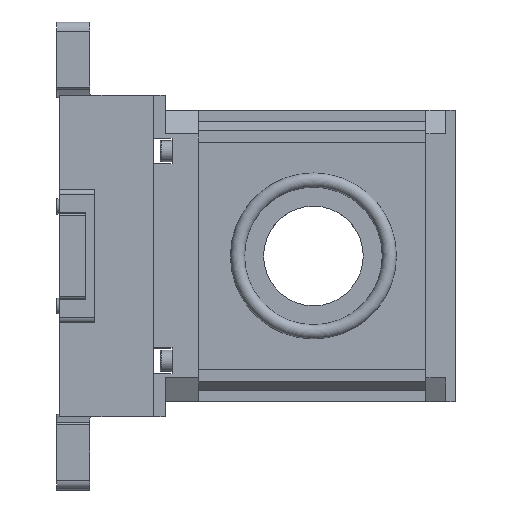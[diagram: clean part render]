
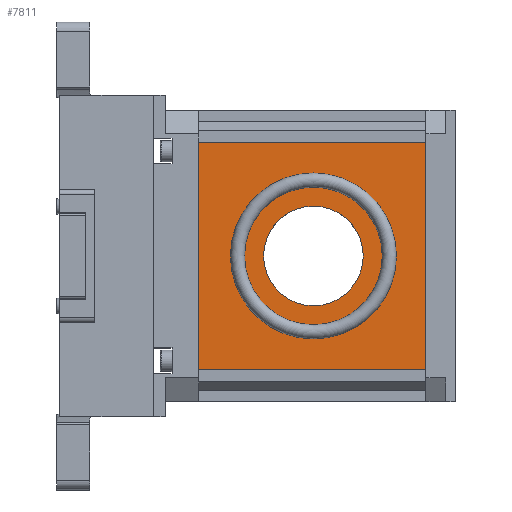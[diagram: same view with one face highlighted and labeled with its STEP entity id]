
A CAD part, top view. The second image highlights one B-rep face of the part: STEP entity #7811.
In plain terms, the highlighted planar face has unit normal (0, 0, 1).
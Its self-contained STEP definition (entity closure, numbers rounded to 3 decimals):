
#273=CIRCLE('',#8306,2.4);
#274=CIRCLE('',#8309,10.5);
#275=CIRCLE('',#8310,0.5);
#276=CIRCLE('',#8311,0.5);
#277=CIRCLE('',#8312,2.4);
#278=CIRCLE('',#8313,1.);
#279=CIRCLE('',#8314,0.5);
#280=CIRCLE('',#8315,0.5);
#281=CIRCLE('',#8316,1.);
#1238=ORIENTED_EDGE('',*,*,#2989,.T.);
#1239=ORIENTED_EDGE('',*,*,#2789,.T.);
#1240=ORIENTED_EDGE('',*,*,#2959,.F.);
#1241=ORIENTED_EDGE('',*,*,#2986,.F.);
#1242=ORIENTED_EDGE('',*,*,#2990,.T.);
#1243=ORIENTED_EDGE('',*,*,#2991,.T.);
#1244=ORIENTED_EDGE('',*,*,#2992,.T.);
#1245=ORIENTED_EDGE('',*,*,#2993,.T.);
#1246=ORIENTED_EDGE('',*,*,#2994,.T.);
#1247=ORIENTED_EDGE('',*,*,#2995,.F.);
#1248=ORIENTED_EDGE('',*,*,#2961,.T.);
#1249=ORIENTED_EDGE('',*,*,#2785,.T.);
#1250=ORIENTED_EDGE('',*,*,#2988,.T.);
#1251=ORIENTED_EDGE('',*,*,#2812,.F.);
#1252=ORIENTED_EDGE('',*,*,#2865,.T.);
#1253=ORIENTED_EDGE('',*,*,#2996,.F.);
#1254=ORIENTED_EDGE('',*,*,#2997,.T.);
#1255=ORIENTED_EDGE('',*,*,#2998,.T.);
#1256=ORIENTED_EDGE('',*,*,#2999,.T.);
#1257=ORIENTED_EDGE('',*,*,#3000,.T.);
#1258=ORIENTED_EDGE('',*,*,#3001,.T.);
#1259=ORIENTED_EDGE('',*,*,#3002,.F.);
#1260=ORIENTED_EDGE('',*,*,#2840,.T.);
#1261=ORIENTED_EDGE('',*,*,#2818,.F.);
#1262=ORIENTED_EDGE('',*,*,#3003,.T.);
#2785=EDGE_CURVE('',#3794,#3793,#4511,.T.);
#2789=EDGE_CURVE('',#3798,#3797,#4515,.T.);
#2812=EDGE_CURVE('',#3819,#3816,#4538,.T.);
#2818=EDGE_CURVE('',#3822,#3824,#4544,.T.);
#2840=EDGE_CURVE('',#3836,#3824,#4565,.T.);
#2865=EDGE_CURVE('',#3819,#3851,#4589,.T.);
#2959=EDGE_CURVE('',#3912,#3797,#4668,.T.);
#2961=EDGE_CURVE('',#3913,#3794,#4670,.T.);
#2986=EDGE_CURVE('',#3922,#3912,#273,.T.);
#2988=EDGE_CURVE('',#3793,#3816,#4689,.T.);
#2989=EDGE_CURVE('',#3923,#3923,#274,.T.);
#2990=EDGE_CURVE('',#3922,#3924,#4690,.T.);
#2991=EDGE_CURVE('',#3924,#3925,#275,.T.);
#2992=EDGE_CURVE('',#3925,#3926,#4691,.T.);
#2993=EDGE_CURVE('',#3926,#3927,#276,.T.);
#2994=EDGE_CURVE('',#3927,#3928,#4692,.T.);
#2995=EDGE_CURVE('',#3913,#3928,#277,.T.);
#2996=EDGE_CURVE('',#3929,#3851,#278,.T.);
#2997=EDGE_CURVE('',#3929,#3930,#4693,.T.);
#2998=EDGE_CURVE('',#3930,#3931,#279,.T.);
#2999=EDGE_CURVE('',#3931,#3932,#4694,.T.);
#3000=EDGE_CURVE('',#3932,#3933,#280,.T.);
#3001=EDGE_CURVE('',#3933,#3934,#4695,.T.);
#3002=EDGE_CURVE('',#3836,#3934,#281,.T.);
#3003=EDGE_CURVE('',#3822,#3798,#4696,.T.);
#3793=VERTEX_POINT('',#11416);
#3794=VERTEX_POINT('',#11418);
#3797=VERTEX_POINT('',#11424);
#3798=VERTEX_POINT('',#11426);
#3816=VERTEX_POINT('',#11463);
#3819=VERTEX_POINT('',#11470);
#3822=VERTEX_POINT('',#11481);
#3824=VERTEX_POINT('',#11484);
#3836=VERTEX_POINT('',#11521);
#3851=VERTEX_POINT('',#11567);
#3912=VERTEX_POINT('',#11753);
#3913=VERTEX_POINT('',#11758);
#3922=VERTEX_POINT('',#11824);
#3923=VERTEX_POINT('',#11831);
#3924=VERTEX_POINT('',#11833);
#3925=VERTEX_POINT('',#11835);
#3926=VERTEX_POINT('',#11837);
#3927=VERTEX_POINT('',#11839);
#3928=VERTEX_POINT('',#11841);
#3929=VERTEX_POINT('',#11844);
#3930=VERTEX_POINT('',#11846);
#3931=VERTEX_POINT('',#11848);
#3932=VERTEX_POINT('',#11850);
#3933=VERTEX_POINT('',#11852);
#3934=VERTEX_POINT('',#11854);
#4511=LINE('',#11417,#5273);
#4515=LINE('',#11425,#5277);
#4538=LINE('',#11471,#5300);
#4544=LINE('',#11483,#5306);
#4565=LINE('',#11520,#5327);
#4589=LINE('',#11566,#5351);
#4668=LINE('',#11754,#5430);
#4670=LINE('',#11757,#5432);
#4689=LINE('',#11828,#5451);
#4690=LINE('',#11832,#5452);
#4691=LINE('',#11836,#5453);
#4692=LINE('',#11840,#5454);
#4693=LINE('',#11845,#5455);
#4694=LINE('',#11849,#5456);
#4695=LINE('',#11853,#5457);
#4696=LINE('',#11856,#5458);
#5273=VECTOR('',#9173,1000.);
#5277=VECTOR('',#9177,1000.);
#5300=VECTOR('',#9202,1000.);
#5306=VECTOR('',#9212,1000.);
#5327=VECTOR('',#9241,1000.);
#5351=VECTOR('',#9279,1000.);
#5430=VECTOR('',#9438,1000.);
#5432=VECTOR('',#9442,1000.);
#5451=VECTOR('',#9545,1000.);
#5452=VECTOR('',#9550,1000.);
#5453=VECTOR('',#9553,1000.);
#5454=VECTOR('',#9556,1000.);
#5455=VECTOR('',#9561,1000.);
#5456=VECTOR('',#9564,1000.);
#5457=VECTOR('',#9567,1000.);
#5458=VECTOR('',#9570,1000.);
#6064=EDGE_LOOP('',(#1238));
#6065=EDGE_LOOP('',(#1239,#1240,#1241,#1242,#1243,#1244,#1245,#1246,#1247,
#1248,#1249,#1250,#1251,#1252,#1253,#1254,#1255,#1256,#1257,#1258,#1259,
#1260,#1261,#1262));
#6585=FACE_BOUND('',#6064,.T.);
#6586=FACE_BOUND('',#6065,.T.);
#7027=PLANE('',#8308);
#7811=ADVANCED_FACE('',(#6585,#6586),#7027,.T.);
#8306=AXIS2_PLACEMENT_3D('',#11825,#9540,#9541);
#8308=AXIS2_PLACEMENT_3D('',#11829,#9546,#9547);
#8309=AXIS2_PLACEMENT_3D('',#11830,#9548,#9549);
#8310=AXIS2_PLACEMENT_3D('',#11834,#9551,#9552);
#8311=AXIS2_PLACEMENT_3D('',#11838,#9554,#9555);
#8312=AXIS2_PLACEMENT_3D('',#11842,#9557,#9558);
#8313=AXIS2_PLACEMENT_3D('',#11843,#9559,#9560);
#8314=AXIS2_PLACEMENT_3D('',#11847,#9562,#9563);
#8315=AXIS2_PLACEMENT_3D('',#11851,#9565,#9566);
#8316=AXIS2_PLACEMENT_3D('',#11855,#9568,#9569);
#9173=DIRECTION('',(0.,-1.,0.));
#9177=DIRECTION('',(0.,-1.,0.));
#9202=DIRECTION('',(-1.,0.,0.));
#9212=DIRECTION('',(1.,0.,0.));
#9241=DIRECTION('',(0.,1.,0.));
#9279=DIRECTION('',(0.,1.,0.));
#9438=DIRECTION('',(1.,0.,0.));
#9442=DIRECTION('',(1.,0.,0.));
#9540=DIRECTION('',(0.,0.,1.));
#9541=DIRECTION('',(1.,0.,0.));
#9545=DIRECTION('',(1.,-0.013,0.));
#9546=DIRECTION('',(0.,0.,1.));
#9547=DIRECTION('',(1.,0.,0.));
#9548=DIRECTION('',(0.,0.,-1.));
#9549=DIRECTION('',(-1.,0.,0.));
#9550=DIRECTION('',(-0.766,-0.643,0.));
#9551=DIRECTION('',(0.,0.,1.));
#9552=DIRECTION('',(1.,0.,0.));
#9553=DIRECTION('',(0.,-1.,0.));
#9554=DIRECTION('',(0.,0.,1.));
#9555=DIRECTION('',(1.,0.,0.));
#9556=DIRECTION('',(0.766,-0.643,0.));
#9557=DIRECTION('',(0.,0.,1.));
#9558=DIRECTION('',(1.,0.,0.));
#9559=DIRECTION('',(0.,0.,1.));
#9560=DIRECTION('',(1.,0.,0.));
#9561=DIRECTION('',(0.766,0.643,0.));
#9562=DIRECTION('',(0.,0.,1.));
#9563=DIRECTION('',(1.,0.,0.));
#9564=DIRECTION('',(0.,1.,0.));
#9565=DIRECTION('',(0.,0.,1.));
#9566=DIRECTION('',(1.,0.,0.));
#9567=DIRECTION('',(-0.766,0.643,0.));
#9568=DIRECTION('',(0.,0.,1.));
#9569=DIRECTION('',(1.,0.,0.));
#9570=DIRECTION('',(-1.,-0.013,0.));
#11416=CARTESIAN_POINT('',(0.,5.5,3.5));
#11417=CARTESIAN_POINT('',(0.,0.,3.5));
#11418=CARTESIAN_POINT('',(0.,12.7,3.5));
#11424=CARTESIAN_POINT('',(0.,48.7,3.5));
#11425=CARTESIAN_POINT('',(0.,55.9,3.5));
#11426=CARTESIAN_POINT('',(0.,55.9,3.5));
#11463=CARTESIAN_POINT('',(43.444,4.956,3.5));
#11470=CARTESIAN_POINT('',(47.9,4.956,3.5));
#11471=CARTESIAN_POINT('',(47.9,4.956,3.5));
#11481=CARTESIAN_POINT('',(43.444,56.444,3.5));
#11483=CARTESIAN_POINT('',(47.9,56.444,3.5));
#11484=CARTESIAN_POINT('',(47.9,56.444,3.5));
#11520=CARTESIAN_POINT('',(47.9,46.116,3.5));
#11521=CARTESIAN_POINT('',(47.9,46.116,3.5));
#11566=CARTESIAN_POINT('',(47.9,4.9,3.5));
#11567=CARTESIAN_POINT('',(47.9,15.284,3.5));
#11753=CARTESIAN_POINT('',(-0.081,48.7,3.5));
#11754=CARTESIAN_POINT('',(-1.8,48.7,3.5));
#11757=CARTESIAN_POINT('',(-1.8,12.7,3.5));
#11758=CARTESIAN_POINT('',(-0.081,12.7,3.5));
#11824=CARTESIAN_POINT('',(-0.857,47.481,3.5));
#11825=CARTESIAN_POINT('',(-2.4,49.319,3.5));
#11828=CARTESIAN_POINT('',(0.,5.5,3.5));
#11829=CARTESIAN_POINT('',(-2.1,45.785,3.5));
#11830=CARTESIAN_POINT('',(24.2,30.7,3.5));
#11831=CARTESIAN_POINT('',(13.7,30.7,3.5));
#11832=CARTESIAN_POINT('',(-0.857,47.481,3.5));
#11833=CARTESIAN_POINT('',(-2.421,46.168,3.5));
#11834=CARTESIAN_POINT('',(-2.1,45.785,3.5));
#11835=CARTESIAN_POINT('',(-2.6,45.785,3.5));
#11836=CARTESIAN_POINT('',(-2.6,45.785,3.5));
#11837=CARTESIAN_POINT('',(-2.6,15.615,3.5));
#11838=CARTESIAN_POINT('',(-2.1,15.615,3.5));
#11839=CARTESIAN_POINT('',(-2.421,15.232,3.5));
#11840=CARTESIAN_POINT('',(-2.421,15.232,3.5));
#11841=CARTESIAN_POINT('',(-0.857,13.919,3.5));
#11842=CARTESIAN_POINT('',(-2.4,12.081,3.5));
#11843=CARTESIAN_POINT('',(48.9,15.284,3.5));
#11844=CARTESIAN_POINT('',(48.257,16.05,3.5));
#11845=CARTESIAN_POINT('',(48.257,16.05,3.5));
#11846=CARTESIAN_POINT('',(49.721,17.278,3.5));
#11847=CARTESIAN_POINT('',(49.4,17.661,3.5));
#11848=CARTESIAN_POINT('',(49.9,17.661,3.5));
#11849=CARTESIAN_POINT('',(49.9,17.661,3.5));
#11850=CARTESIAN_POINT('',(49.9,43.739,3.5));
#11851=CARTESIAN_POINT('',(49.4,43.739,3.5));
#11852=CARTESIAN_POINT('',(49.721,44.122,3.5));
#11853=CARTESIAN_POINT('',(49.721,44.122,3.5));
#11854=CARTESIAN_POINT('',(48.257,45.35,3.5));
#11855=CARTESIAN_POINT('',(48.9,46.116,3.5));
#11856=CARTESIAN_POINT('',(47.9,56.5,3.5));
